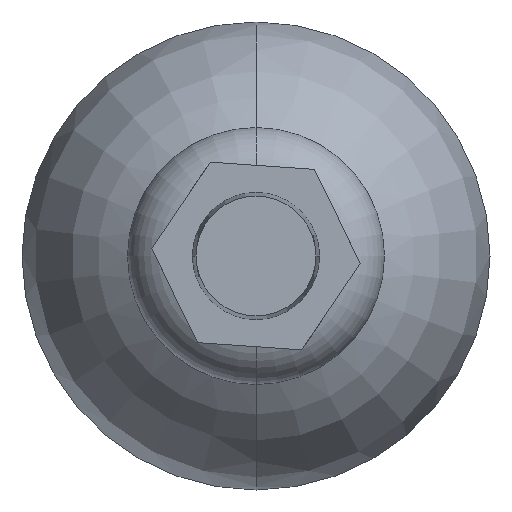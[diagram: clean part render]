
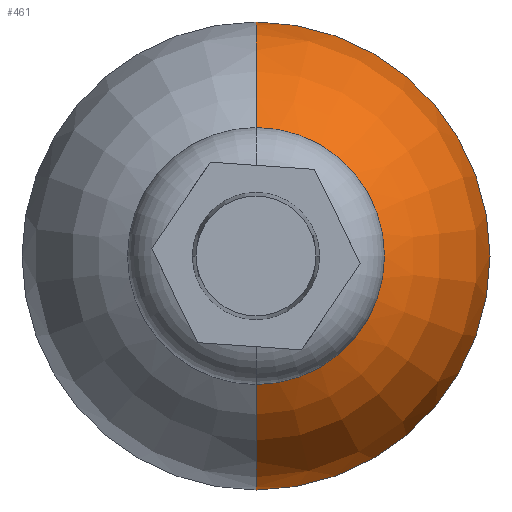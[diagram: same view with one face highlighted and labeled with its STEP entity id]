
A CAD part, front view. The second image highlights one B-rep face of the part: STEP entity #461.
In plain terms, the highlighted toroidal (fillet/blend) face has major radius 3.744 mm and minor radius 33.337 mm.
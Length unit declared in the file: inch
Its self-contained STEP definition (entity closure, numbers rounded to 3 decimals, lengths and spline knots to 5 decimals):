
#329 = VERTEX_POINT ( 'NONE', #1374 ) ;
#331 = EDGE_CURVE ( 'NONE', #332, #329, #1373, .T. ) ;
#332 = VERTEX_POINT ( 'NONE', #1368 ) ;
#461 = ADVANCED_FACE ( 'NONE', ( #1679 ), #1722, .T. ) ;
#462 = ORIENTED_EDGE ( 'NONE', *, *, #331, .T. ) ;
#463 = VERTEX_POINT ( 'NONE', #1718 ) ;
#464 = EDGE_CURVE ( 'NONE', #332, #525, #1716, .T. ) ;
#469 = EDGE_LOOP ( 'NONE', ( #462, #480, #524, #507 ) ) ;
#480 = ORIENTED_EDGE ( 'NONE', *, *, #481, .T. ) ;
#481 = EDGE_CURVE ( 'NONE', #329, #463, #1804, .T. ) ;
#506 = EDGE_CURVE ( 'NONE', #525, #463, #1824, .T. ) ;
#507 = ORIENTED_EDGE ( 'NONE', *, *, #464, .F. ) ;
#524 = ORIENTED_EDGE ( 'NONE', *, *, #506, .F. ) ;
#525 = VERTEX_POINT ( 'NONE', #1875 ) ;
#1368 = CARTESIAN_POINT ( 'NONE',  ( 0., 1.97104, -1.45989 ) ) ;
#1369 = DIRECTION ( 'NONE',  ( 0., 0., -1. ) ) ;
#1370 = DIRECTION ( 'NONE',  ( 0., -1., 0. ) ) ;
#1371 = CARTESIAN_POINT ( 'NONE',  ( 0., 1.97104, 0. ) ) ;
#1372 = AXIS2_PLACEMENT_3D ( 'NONE', #1371, #1370, #1369 ) ;
#1373 = CIRCLE ( 'NONE', #1372, 1.45989 ) ;
#1374 = CARTESIAN_POINT ( 'NONE',  ( 0., 1.97104, 1.45989 ) ) ;
#1679 = FACE_OUTER_BOUND ( 'NONE', #469, .T. ) ;
#1712 = DIRECTION ( 'NONE',  ( 0., 0., 1. ) ) ;
#1713 = DIRECTION ( 'NONE',  ( -1., 0., 0. ) ) ;
#1714 = CARTESIAN_POINT ( 'NONE',  ( 0., 1.97104, -0.14739 ) ) ;
#1715 = AXIS2_PLACEMENT_3D ( 'NONE', #1714, #1713, #1712 ) ;
#1716 = CIRCLE ( 'NONE', #1715, 1.3125 ) ;
#1718 = CARTESIAN_POINT ( 'NONE',  ( 0., 0.83319, 0.80158 ) ) ;
#1719 = DIRECTION ( 'NONE',  ( 0., 0., -1. ) ) ;
#1720 = DIRECTION ( 'NONE',  ( 0., -1., 0. ) ) ;
#1721 = AXIS2_PLACEMENT_3D ( 'NONE', #1723, #1720, #1719 ) ;
#1722 = TOROIDAL_SURFACE ( 'NONE', #1721, 0.14739, 1.3125 ) ;
#1723 = CARTESIAN_POINT ( 'NONE',  ( 0., 1.97104, 0. ) ) ;
#1800 = DIRECTION ( 'NONE',  ( 0., 0., -1. ) ) ;
#1801 = DIRECTION ( 'NONE',  ( 1., 0., 0. ) ) ;
#1802 = CARTESIAN_POINT ( 'NONE',  ( 0., 1.97104, 0.14739 ) ) ;
#1803 = AXIS2_PLACEMENT_3D ( 'NONE', #1802, #1801, #1800 ) ;
#1804 = CIRCLE ( 'NONE', #1803, 1.3125 ) ;
#1820 = DIRECTION ( 'NONE',  ( 0., 0., -1. ) ) ;
#1821 = DIRECTION ( 'NONE',  ( 0., -1., 0. ) ) ;
#1822 = CARTESIAN_POINT ( 'NONE',  ( 0., 0.83319, 0. ) ) ;
#1823 = AXIS2_PLACEMENT_3D ( 'NONE', #1822, #1821, #1820 ) ;
#1824 = CIRCLE ( 'NONE', #1823, 0.80158 ) ;
#1875 = CARTESIAN_POINT ( 'NONE',  ( 0., 0.83319, -0.80158 ) ) ;
